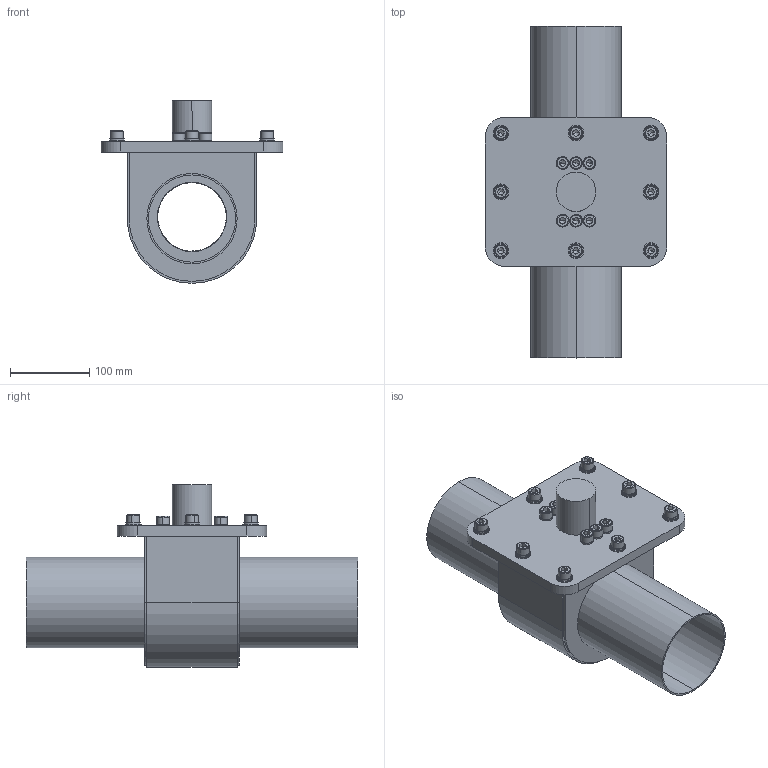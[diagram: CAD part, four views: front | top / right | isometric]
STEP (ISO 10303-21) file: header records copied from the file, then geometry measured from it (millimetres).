
FILE_DESCRIPTION (( 'STEP AP214' ), '1' );
FILE_NAME ('P-089-030-rev-A-M086.STEP', '2024-03-08T09:21:36', ( '' ), ( '' ), 'SwSTEP 2.0', 'SolidWorks 2023', '' );
FILE_SCHEMA (( 'AUTOMOTIVE_DESIGN' ));
Length unit declared in the file: millimetre
Products named in the file (1): P-089-030-rev-A-M086
Bounding box: 230 x 420 x 231.25 mm (x, y, z)
Volume: 3104106.5 mm3; surface area: 432074.3 mm2
Topology: 1 solids, 15 shells, 574 faces, 1294 edges, 780 vertices
Faces by surface type: plane 292, cylinder 160, torus 74, cone 48
Entity records: 15897 total; most frequent: DIRECTION 2952, CARTESIAN_POINT 2761, ORIENTED_EDGE 2532, EDGE_CURVE 1266, AXIS2_PLACEMENT_3D 1139, VERTEX_POINT 780, VECTOR 674, LINE 674
